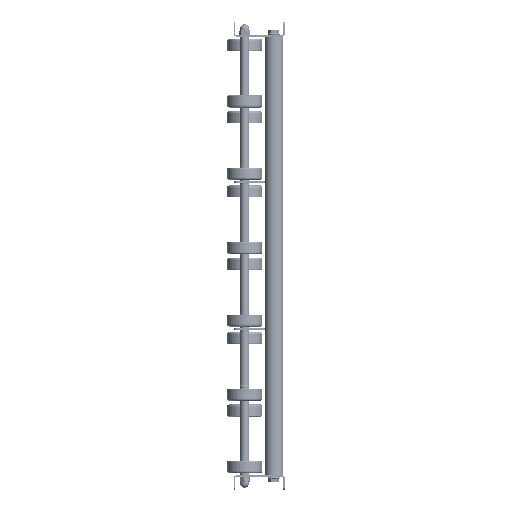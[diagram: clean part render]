
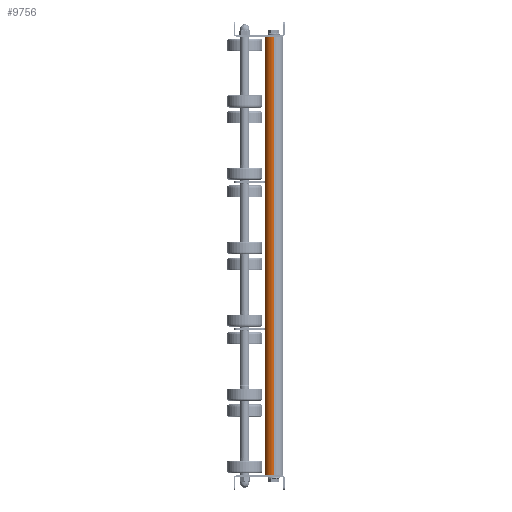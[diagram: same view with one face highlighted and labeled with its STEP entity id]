
A CAD part, left-side view. The second image highlights one B-rep face of the part: STEP entity #9756.
In plain terms, the highlighted cylindrical face has radius 12.5 mm (diameter 25 mm), a partial arc.
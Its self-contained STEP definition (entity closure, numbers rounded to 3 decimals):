
#164 = DIRECTION ( 'NONE',  ( 1., 0., 0. ) ) ;
#1345 = EDGE_CURVE ( 'NONE', #17483, #27438, #14423, .T. ) ;
#1472 = DIRECTION ( 'NONE',  ( -1., 0., 0. ) ) ;
#1938 = EDGE_CURVE ( 'NONE', #32352, #24755, #4642, .T. ) ;
#4642 = CIRCLE ( 'NONE', #11431, 12.5 ) ;
#5292 = CARTESIAN_POINT ( 'NONE',  ( 1., 0., 12.5 ) ) ;
#5386 = DIRECTION ( 'NONE',  ( -1., 0., 0. ) ) ;
#5998 = AXIS2_PLACEMENT_3D ( 'NONE', #15361, #1472, #13240 ) ;
#8635 = EDGE_CURVE ( 'NONE', #32352, #27438, #18588, .T. ) ;
#9756 = ADVANCED_FACE ( 'NONE', ( #24780 ), #36515, .T. ) ;
#10539 = CARTESIAN_POINT ( 'NONE',  ( 599., 0., 12.5 ) ) ;
#10808 = VECTOR ( 'NONE', #5386, 1000. ) ;
#11431 = AXIS2_PLACEMENT_3D ( 'NONE', #35742, #33252, #35930 ) ;
#11738 = CARTESIAN_POINT ( 'NONE',  ( 1., 0., 0. ) ) ;
#13240 = DIRECTION ( 'NONE',  ( 0., 0., 1. ) ) ;
#14072 = CARTESIAN_POINT ( 'NONE',  ( 600., 0., -12.5 ) ) ;
#14423 = CIRCLE ( 'NONE', #32869, 12.5 ) ;
#15361 = CARTESIAN_POINT ( 'NONE',  ( 600., 0., 0. ) ) ;
#17483 = VERTEX_POINT ( 'NONE', #27353 ) ;
#17502 = EDGE_LOOP ( 'NONE', ( #20702, #36276, #37036, #29887 ) ) ;
#18588 = LINE ( 'NONE', #21860, #26202 ) ;
#19291 = CARTESIAN_POINT ( 'NONE',  ( 599., 0., -12.5 ) ) ;
#20702 = ORIENTED_EDGE ( 'NONE', *, *, #1938, .T. ) ;
#21860 = CARTESIAN_POINT ( 'NONE',  ( 600., 0., 12.5 ) ) ;
#24755 = VERTEX_POINT ( 'NONE', #19291 ) ;
#24780 = FACE_OUTER_BOUND ( 'NONE', #17502, .T. ) ;
#26202 = VECTOR ( 'NONE', #35911, 1000. ) ;
#27353 = CARTESIAN_POINT ( 'NONE',  ( 1., 0., -12.5 ) ) ;
#27438 = VERTEX_POINT ( 'NONE', #5292 ) ;
#29266 = LINE ( 'NONE', #14072, #10808 ) ;
#29454 = DIRECTION ( 'NONE',  ( 0., 0., -1. ) ) ;
#29887 = ORIENTED_EDGE ( 'NONE', *, *, #8635, .F. ) ;
#32352 = VERTEX_POINT ( 'NONE', #10539 ) ;
#32869 = AXIS2_PLACEMENT_3D ( 'NONE', #11738, #164, #29454 ) ;
#32957 = EDGE_CURVE ( 'NONE', #24755, #17483, #29266, .T. ) ;
#33252 = DIRECTION ( 'NONE',  ( -1., 0., 0. ) ) ;
#35742 = CARTESIAN_POINT ( 'NONE',  ( 599., 0., 0. ) ) ;
#35911 = DIRECTION ( 'NONE',  ( -1., 0., 0. ) ) ;
#35930 = DIRECTION ( 'NONE',  ( 0., 0., -1. ) ) ;
#36276 = ORIENTED_EDGE ( 'NONE', *, *, #32957, .T. ) ;
#36515 = CYLINDRICAL_SURFACE ( 'NONE', #5998, 12.5 ) ;
#37036 = ORIENTED_EDGE ( 'NONE', *, *, #1345, .T. ) ;
